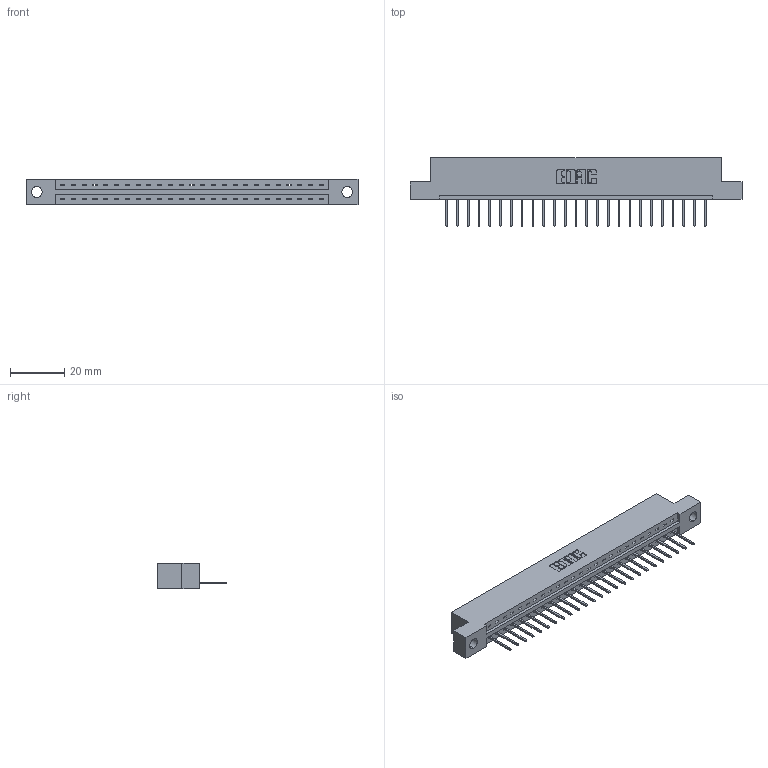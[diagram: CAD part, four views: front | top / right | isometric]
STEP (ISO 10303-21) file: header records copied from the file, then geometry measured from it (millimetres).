
FILE_DESCRIPTION (( 'STEP AP203' ), '1' );
FILE_NAME ('337-025-523-104.STEP', '2018-08-06T02:43:18', ( '' ), ( '' ), 'SwSTEP 2.0', 'SolidWorks 2016', '' );
FILE_SCHEMA (( 'CONFIG_CONTROL_DESIGN' ));
Length unit declared in the file: inch
Products named in the file (3): 337 Part_Flush Mounting Lugs - 0.156 Dia-TH; 345-292-001_345-293-123; 337-025-523-104
Assembly tree (26 placements, depth 2):
  337-025-523-104
    337 Part_Flush Mounting Lugs - 0.156 Dia-TH
    345-292-001_345-293-123  x25
Bounding box: 122.07 x 25.15 x 9.4 mm (x, y, z)
Volume: 12377.1 mm3; surface area: 12512.9 mm2
Topology: 26 solids, 26 shells, 1664 faces, 5011 edges, 3306 vertices
Faces by surface type: plane 1220, cylinder 444
Entity records: 20803 total; most frequent: CARTESIAN_POINT 3629, ORIENTED_EDGE 3590, DIRECTION 3089, EDGE_CURVE 1795, LINE 1667, VECTOR 1667, VERTEX_POINT 1194, AXIS2_PLACEMENT_3D 711
